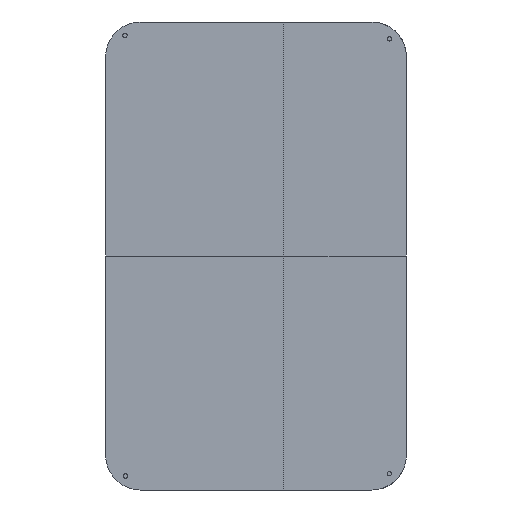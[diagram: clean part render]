
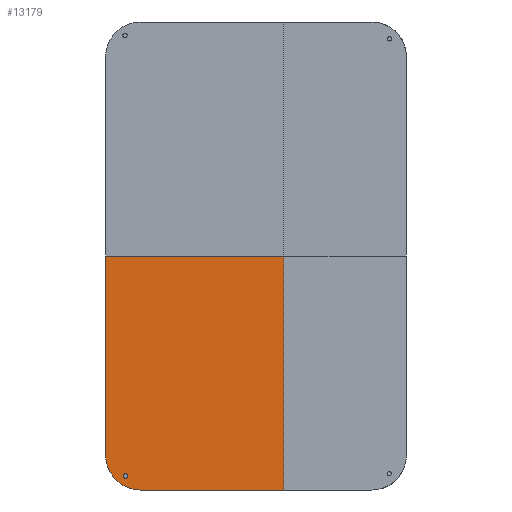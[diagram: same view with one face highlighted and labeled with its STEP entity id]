
A CAD part, front view. The second image highlights one B-rep face of the part: STEP entity #13179.
In plain terms, the highlighted planar face has unit normal (0, -1, 0).
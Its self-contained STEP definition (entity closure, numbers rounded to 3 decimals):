
#343=FACE_BOUND('',#1912,.T.);
#635=PLANE('',#14091);
#1131=FACE_OUTER_BOUND('',#1911,.T.);
#1911=EDGE_LOOP('',(#9748,#9749,#9750,#9751,#9752));
#1912=EDGE_LOOP('',(#9753));
#3017=LINE('',#19736,#4328);
#3021=LINE('',#19745,#4332);
#3028=LINE('',#19761,#4339);
#3029=LINE('',#19763,#4340);
#4328=VECTOR('',#15835,10.);
#4332=VECTOR('',#15845,10.);
#4339=VECTOR('',#15862,10.);
#4340=VECTOR('',#15865,10.);
#5422=CIRCLE('',#14078,1.264);
#5423=CIRCLE('',#14084,20.);
#6105=VERTEX_POINT('',#19719);
#6109=VERTEX_POINT('',#19733);
#6110=VERTEX_POINT('',#19735);
#6111=VERTEX_POINT('',#19739);
#6112=VERTEX_POINT('',#19743);
#6116=VERTEX_POINT('',#19759);
#7473=EDGE_CURVE('',#6105,#6105,#5422,.T.);
#7481=EDGE_CURVE('',#6110,#6109,#3017,.T.);
#7483=EDGE_CURVE('',#6111,#6110,#5423,.T.);
#7486=EDGE_CURVE('',#6112,#6111,#3021,.T.);
#7494=EDGE_CURVE('',#6112,#6116,#3028,.T.);
#7495=EDGE_CURVE('',#6116,#6109,#3029,.T.);
#9748=ORIENTED_EDGE('',*,*,#7495,.F.);
#9749=ORIENTED_EDGE('',*,*,#7494,.F.);
#9750=ORIENTED_EDGE('',*,*,#7486,.T.);
#9751=ORIENTED_EDGE('',*,*,#7483,.T.);
#9752=ORIENTED_EDGE('',*,*,#7481,.T.);
#9753=ORIENTED_EDGE('',*,*,#7473,.T.);
#13179=ADVANCED_FACE('',(#1131,#343),#635,.F.);
#14078=AXIS2_PLACEMENT_3D('',#19720,#15819,#15820);
#14084=AXIS2_PLACEMENT_3D('',#19740,#15839,#15840);
#14091=AXIS2_PLACEMENT_3D('',#19762,#15863,#15864);
#15819=DIRECTION('center_axis',(0.,1.,0.));
#15820=DIRECTION('ref_axis',(0.,0.,-1.));
#15835=DIRECTION('',(1.,0.,0.));
#15839=DIRECTION('center_axis',(0.,-1.,0.));
#15840=DIRECTION('ref_axis',(-0.707,0.,-0.707));
#15845=DIRECTION('',(0.,0.,-1.));
#15862=DIRECTION('',(1.,0.,0.));
#15863=DIRECTION('center_axis',(0.,1.,0.));
#15864=DIRECTION('ref_axis',(0.,0.,1.));
#15865=DIRECTION('',(0.,0.,-1.));
#19719=CARTESIAN_POINT('',(-75.706,-3.,-163.617));
#19720=CARTESIAN_POINT('Origin',(-75.706,-3.,-164.882));
#19733=CARTESIAN_POINT('',(16.098,-3.,-173.));
#19735=CARTESIAN_POINT('',(-67.064,-3.,-173.));
#19736=CARTESIAN_POINT('',(87.064,-3.,-173.));
#19739=CARTESIAN_POINT('',(-87.064,-3.,-153.));
#19740=CARTESIAN_POINT('Origin',(-67.064,-3.,-153.));
#19743=CARTESIAN_POINT('',(-87.064,-3.,-37.5));
#19745=CARTESIAN_POINT('',(-87.064,-3.,-98.));
#19759=CARTESIAN_POINT('',(16.098,-3.,-37.5));
#19761=CARTESIAN_POINT('',(0.,-3.,-37.5));
#19762=CARTESIAN_POINT('Origin',(0.,-3.,-75.));
#19763=CARTESIAN_POINT('',(16.098,-3.,-90.125));
